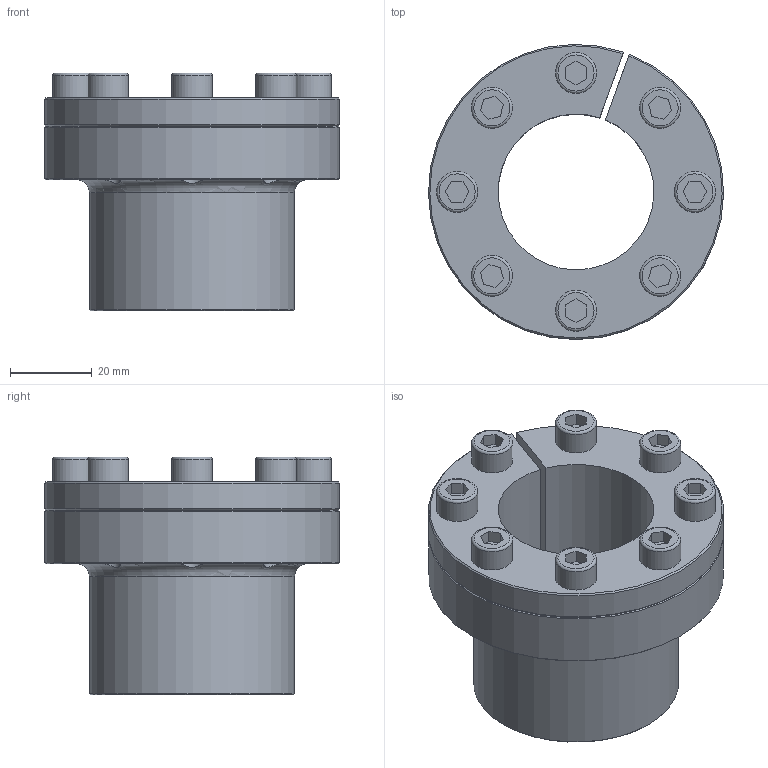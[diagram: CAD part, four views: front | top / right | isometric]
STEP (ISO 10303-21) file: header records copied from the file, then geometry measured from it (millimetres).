
FILE_DESCRIPTION(/* description */ (''),/* implementation_level */ '2;1');
FILE_NAME(/* name */ 'OBC 38x50x52 B.stp',/* time_stamp */ '2018-10-11T10:55:17+03:00',/* author */ ('ASUS'),/* organization */ ('TraceParts S.A.'),/* preprocessor_version */ 'ST-DEVELOPER v16.13',/* originating_system */ 'Autodesk Inventor 2018',/* authorisation */ '');
FILE_SCHEMA (('AUTOMOTIVE_DESIGN { 1 0 10303 214 3 1 1 }'));
Length unit declared in the file: millimetre
Products named in the file (1): locks_cl38x50t
Bounding box: 72 x 71.99 x 58 mm (x, y, z)
Volume: 78663.2 mm3; surface area: 30408.8 mm2
Topology: 1 solids, 1 shells, 138 faces, 368 edges, 240 vertices
Faces by surface type: plane 82, cylinder 29, cone 17, torus 10
Full cylindrical faces by diameter (mm): 6 x16, 10 x8
Entity records: 4405 total; most frequent: CARTESIAN_POINT 943, DIRECTION 680, ORIENTED_EDGE 624, EDGE_CURVE 312, AXIS2_PLACEMENT_3D 247, VERTEX_POINT 224, EDGE_LOOP 204, LINE 186
